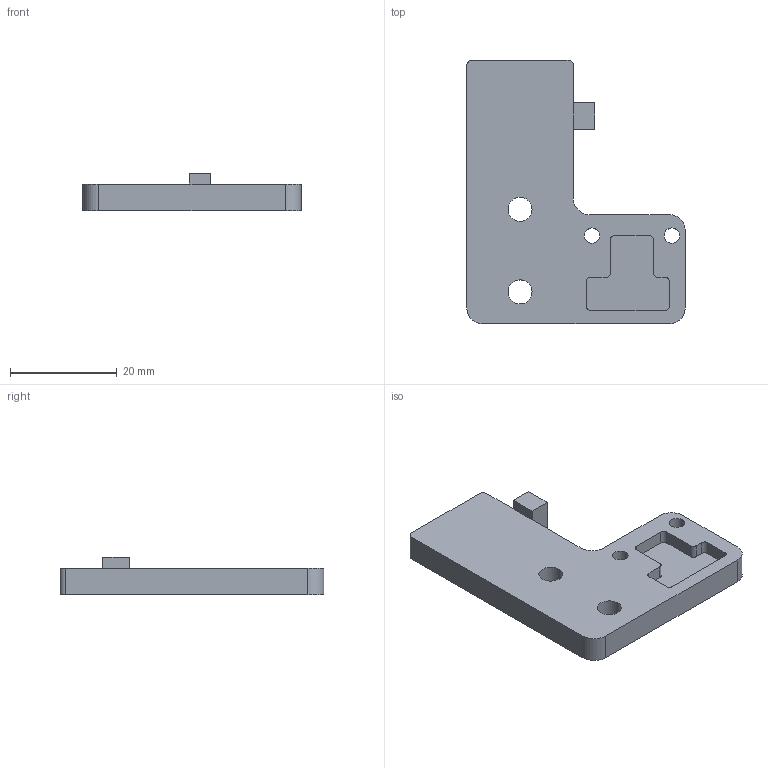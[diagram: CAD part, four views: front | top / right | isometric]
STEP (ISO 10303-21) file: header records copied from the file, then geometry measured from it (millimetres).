
FILE_DESCRIPTION (( 'STEP AP214' ), '1' );
FILE_NAME ('Z limit switch bracket.step', '2018-06-21T13:00:13', ( 'User' ), ( 'china' ), 'SwSTEP 2.0', 'SolidWorks 2016', '' );
FILE_SCHEMA (( 'AUTOMOTIVE_DESIGN' ));
Length unit declared in the file: millimetre
Products named in the file (1): Z limit switch bracket
Bounding box: 41 x 49.5 x 7 mm (x, y, z)
Volume: 6598 mm3; surface area: 4107 mm2
Topology: 1 solids, 1 shells, 45 faces, 124 edges, 82 vertices
Faces by surface type: plane 23, cylinder 22
Entity records: 1936 total; most frequent: DIRECTION 260, CARTESIAN_POINT 252, ORIENTED_EDGE 248, EDGE_CURVE 124, AXIS2_PLACEMENT_3D 90, VERTEX_POINT 82, VECTOR 80, LINE 80
